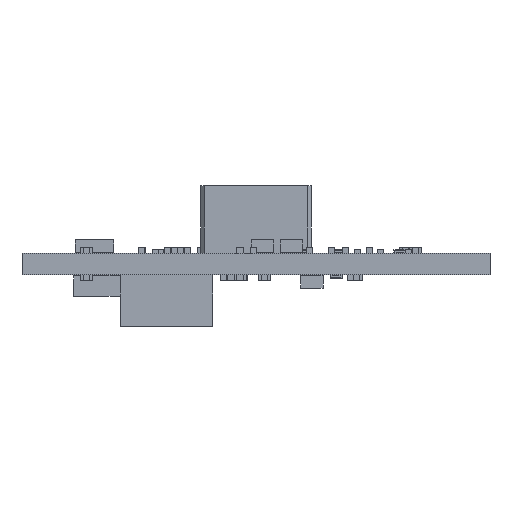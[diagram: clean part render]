
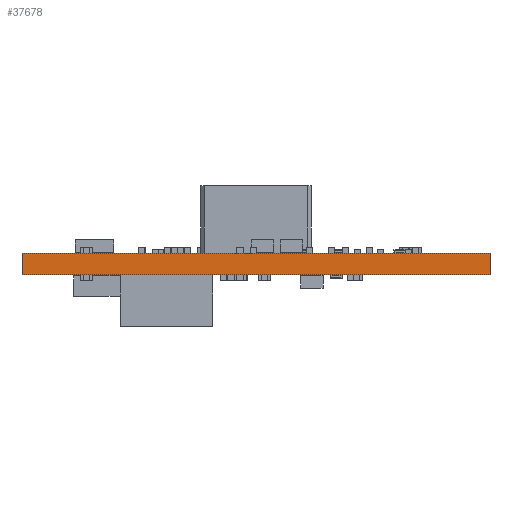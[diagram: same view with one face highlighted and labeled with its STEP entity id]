
A CAD part, front view. The second image highlights one B-rep face of the part: STEP entity #37678.
In plain terms, the highlighted planar face has unit normal (0, -1, 0).
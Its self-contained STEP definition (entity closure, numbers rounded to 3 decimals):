
#418 = VERTEX_POINT ( 'NONE', #74568 ) ;
#6091 = DIRECTION ( 'NONE',  ( 0., 0., 1. ) ) ;
#6540 = FACE_OUTER_BOUND ( 'NONE', #10663, .T. ) ;
#8450 = CARTESIAN_POINT ( 'NONE',  ( -5., -5., -1.742 ) ) ;
#8479 = EDGE_CURVE ( 'NONE', #9706, #56506, #59122, .T. ) ;
#9167 = AXIS2_PLACEMENT_3D ( 'NONE', #80004, #40413, #73487 ) ;
#9706 = VERTEX_POINT ( 'NONE', #17203 ) ;
#10663 = EDGE_LOOP ( 'NONE', ( #29865, #19885, #39566, #53660 ) ) ;
#11945 = EDGE_CURVE ( 'NONE', #56506, #418, #40389, .T. ) ;
#12005 = CARTESIAN_POINT ( 'NONE',  ( 33., -5., 0. ) ) ;
#13071 = CARTESIAN_POINT ( 'NONE',  ( 33., -5., -1.742 ) ) ;
#13378 = EDGE_CURVE ( 'NONE', #9706, #46433, #68571, .T. ) ;
#14166 = PLANE ( 'NONE',  #9167 ) ;
#15333 = CARTESIAN_POINT ( 'NONE',  ( 33., -5., 0. ) ) ;
#17203 = CARTESIAN_POINT ( 'NONE',  ( 33., -5., -1.742 ) ) ;
#19885 = ORIENTED_EDGE ( 'NONE', *, *, #48466, .T. ) ;
#23701 = VECTOR ( 'NONE', #6091, 1000. ) ;
#24324 = CARTESIAN_POINT ( 'NONE',  ( 33., -5., -1.742 ) ) ;
#29865 = ORIENTED_EDGE ( 'NONE', *, *, #13378, .T. ) ;
#31394 = DIRECTION ( 'NONE',  ( -1., 0., 0. ) ) ;
#37678 = ADVANCED_FACE ( 'NONE', ( #6540 ), #14166, .T. ) ;
#39314 = DIRECTION ( 'NONE',  ( -1., 0., 0. ) ) ;
#39558 = VECTOR ( 'NONE', #39314, 1000. ) ;
#39566 = ORIENTED_EDGE ( 'NONE', *, *, #11945, .F. ) ;
#40389 = LINE ( 'NONE', #79563, #23701 ) ;
#40413 = DIRECTION ( 'NONE',  ( 0., -1., 0. ) ) ;
#41956 = DIRECTION ( 'NONE',  ( 0., 0., 1. ) ) ;
#46433 = VERTEX_POINT ( 'NONE', #15333 ) ;
#48466 = EDGE_CURVE ( 'NONE', #46433, #418, #50313, .T. ) ;
#50313 = LINE ( 'NONE', #12005, #69440 ) ;
#53660 = ORIENTED_EDGE ( 'NONE', *, *, #8479, .F. ) ;
#56506 = VERTEX_POINT ( 'NONE', #8450 ) ;
#59122 = LINE ( 'NONE', #13071, #39558 ) ;
#59696 = VECTOR ( 'NONE', #41956, 1000. ) ;
#68571 = LINE ( 'NONE', #24324, #59696 ) ;
#69440 = VECTOR ( 'NONE', #31394, 1000. ) ;
#73487 = DIRECTION ( 'NONE',  ( 0., 0., -1. ) ) ;
#74568 = CARTESIAN_POINT ( 'NONE',  ( -5., -5., 0. ) ) ;
#79563 = CARTESIAN_POINT ( 'NONE',  ( -5., -5., -1.742 ) ) ;
#80004 = CARTESIAN_POINT ( 'NONE',  ( 33., -5., -1.742 ) ) ;
